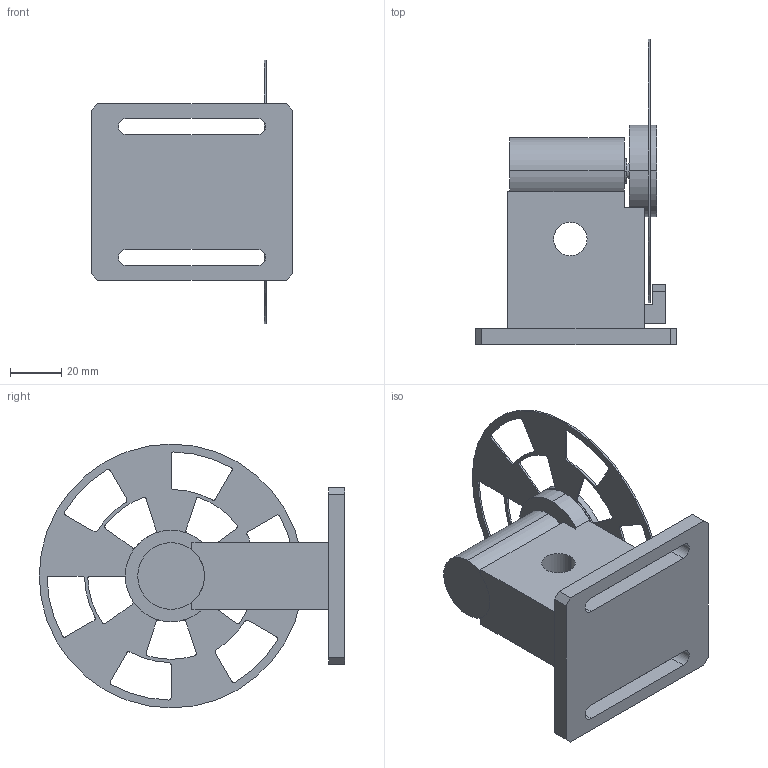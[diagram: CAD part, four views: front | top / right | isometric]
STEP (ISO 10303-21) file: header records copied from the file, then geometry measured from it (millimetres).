
FILE_DESCRIPTION (( 'STEP AP214' ), '1' );
FILE_NAME ('SR540_Head.STEP', '2024-12-27T22:13:31', ( '' ), ( '' ), 'SwSTEP 2.0', 'SolidWorks 2022', '' );
FILE_SCHEMA (( 'AUTOMOTIVE_DESIGN' ));
Length unit declared in the file: millimetre
Products named in the file (8): Pedestral^SR540_Head; SR540_Head; Part1^SR540_Head; Chopper_Wheel^SR540_Head; Base^SR540_Head; Motor^SR540_Head; Holder^SR540_Head; Ring^SR540_Head
Assembly tree (7 placements, depth 2):
  SR540_Head
    Base^SR540_Head
    Pedestral^SR540_Head
    Motor^SR540_Head
    Holder^SR540_Head
    Chopper_Wheel^SR540_Head
    Ring^SR540_Head
    Part1^SR540_Head
Bounding box: 78.25 x 118.87 x 102.62 mm (x, y, z)
Volume: 133041.1 mm3; surface area: 46382.8 mm2
Topology: 7 solids, 7 shells, 170 faces, 459 edges, 306 vertices
Faces by surface type: cylinder 101, plane 69
Entity records: 5819 total; most frequent: DIRECTION 1021, CARTESIAN_POINT 945, ORIENTED_EDGE 918, EDGE_CURVE 459, AXIS2_PLACEMENT_3D 382, VERTEX_POINT 306, VECTOR 257, LINE 257
